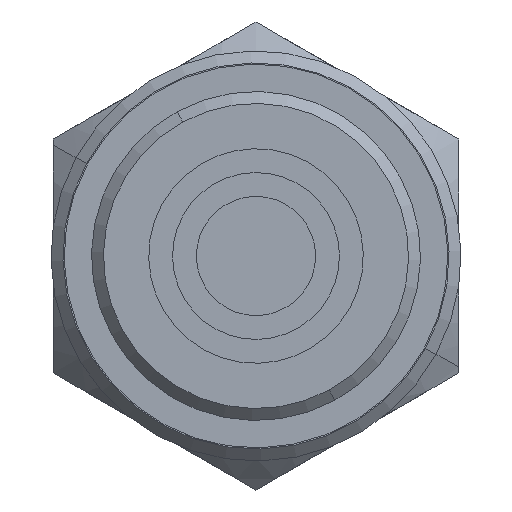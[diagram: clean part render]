
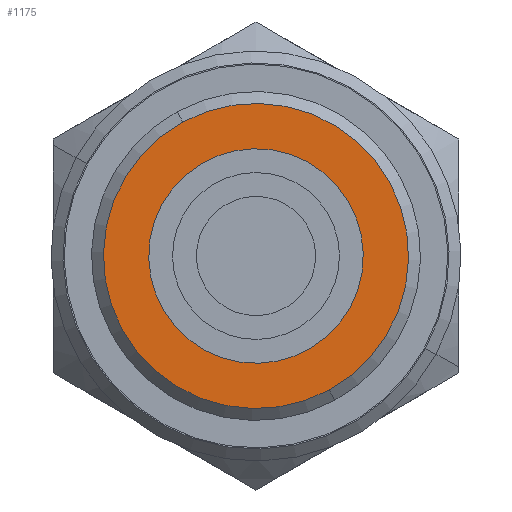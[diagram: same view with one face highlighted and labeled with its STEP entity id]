
A CAD part, left-side view. The second image highlights one B-rep face of the part: STEP entity #1175.
In plain terms, the highlighted planar face has unit normal (-1, 0, 0).
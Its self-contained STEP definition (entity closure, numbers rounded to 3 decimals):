
#57=CARTESIAN_POINT('Axis2P3D Location',(-20.,0.,0.)) ;
#61=CARTESIAN_POINT('Vertex',(-20.,3.949,2.157)) ;
#63=CARTESIAN_POINT('Vertex',(-20.,-3.949,-2.157)) ;
#92=CARTESIAN_POINT('Axis2P3D Location',(-20.,0.,0.)) ;
#1148=CARTESIAN_POINT('Axis2P3D Location',(-20.,0.,6.9)) ;
#1153=CARTESIAN_POINT('Axis2P3D Location',(-20.,0.,0.)) ;
#1157=CARTESIAN_POINT('Vertex',(-20.,-3.068,-5.617)) ;
#1159=CARTESIAN_POINT('Vertex',(-20.,3.068,5.617)) ;
#1162=CARTESIAN_POINT('Axis2P3D Location',(-20.,0.,0.)) ;
#58=DIRECTION('Axis2P3D Direction',(1.,0.,-0.)) ;
#93=DIRECTION('Axis2P3D Direction',(1.,0.,-0.)) ;
#1149=DIRECTION('Axis2P3D Direction',(-1.,0.,0.)) ;
#1150=DIRECTION('Axis2P3D XDirection',(0.,1.,0.)) ;
#1154=DIRECTION('Axis2P3D Direction',(-1.,0.,0.)) ;
#1163=DIRECTION('Axis2P3D Direction',(-1.,0.,0.)) ;
#59=AXIS2_PLACEMENT_3D('Circle Axis2P3D',#57,#58,$) ;
#94=AXIS2_PLACEMENT_3D('Circle Axis2P3D',#92,#93,$) ;
#1151=AXIS2_PLACEMENT_3D('Plane Axis2P3D',#1148,#1149,#1150) ;
#1155=AXIS2_PLACEMENT_3D('Circle Axis2P3D',#1153,#1154,$) ;
#1164=AXIS2_PLACEMENT_3D('Circle Axis2P3D',#1162,#1163,$) ;
#1168=ORIENTED_EDGE('',*,*,#1161,.T.) ;
#1169=ORIENTED_EDGE('',*,*,#1166,.T.) ;
#1172=ORIENTED_EDGE('',*,*,#96,.F.) ;
#1173=ORIENTED_EDGE('',*,*,#65,.F.) ;
#1174=FACE_BOUND('',#1171,.T.) ;
#1175=ADVANCED_FACE('Corps principal',(#1170,#1174),#1152,.T.) ;
#60=CIRCLE('generated circle',#59,4.5) ;
#95=CIRCLE('generated circle',#94,4.5) ;
#1156=CIRCLE('generated circle',#1155,6.4) ;
#1165=CIRCLE('generated circle',#1164,6.4) ;
#65=EDGE_CURVE('',#62,#64,#60,.F.) ;
#96=EDGE_CURVE('',#64,#62,#95,.F.) ;
#1161=EDGE_CURVE('',#1158,#1160,#1156,.T.) ;
#1166=EDGE_CURVE('',#1160,#1158,#1165,.T.) ;
#1167=EDGE_LOOP('',(#1168,#1169)) ;
#1171=EDGE_LOOP('',(#1172,#1173)) ;
#1170=FACE_OUTER_BOUND('',#1167,.T.) ;
#1152=PLANE('',#1151) ;
#62=VERTEX_POINT('',#61) ;
#64=VERTEX_POINT('',#63) ;
#1158=VERTEX_POINT('',#1157) ;
#1160=VERTEX_POINT('',#1159) ;
